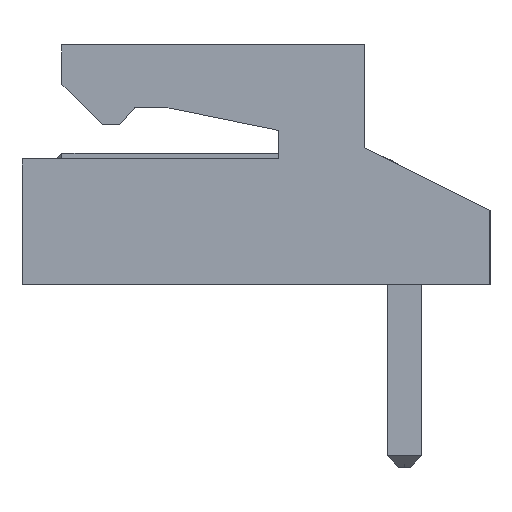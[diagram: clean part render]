
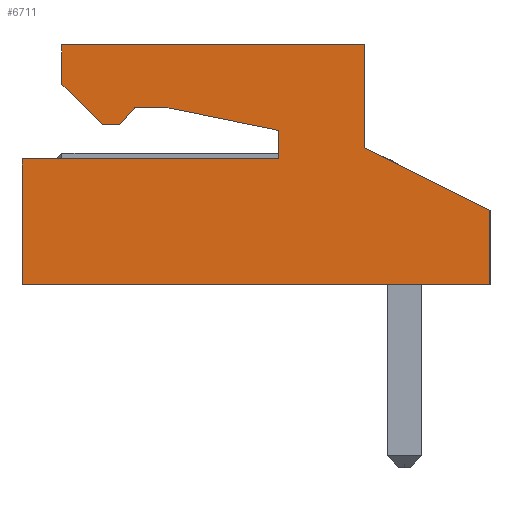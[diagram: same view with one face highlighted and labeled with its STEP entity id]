
A CAD part, left-side view. The second image highlights one B-rep face of the part: STEP entity #6711.
In plain terms, the highlighted face is planar.
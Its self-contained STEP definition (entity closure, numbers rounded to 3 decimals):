
#108 = VERTEX_POINT ( 'NONE', #6649 ) ;
#195 = LINE ( 'NONE', #8466, #13355 ) ;
#362 = LINE ( 'NONE', #11402, #12752 ) ;
#444 = VECTOR ( 'NONE', #1356, 1000. ) ;
#515 = CARTESIAN_POINT ( 'NONE',  ( 2.5, 4.2, 6. ) ) ;
#530 = CARTESIAN_POINT ( 'NONE',  ( 2.5, 1.3, -1.5 ) ) ;
#856 = DIRECTION ( 'NONE',  ( 0., 0., -1. ) ) ;
#1163 = EDGE_CURVE ( 'NONE', #13438, #9243, #12615, .T. ) ;
#1196 = CARTESIAN_POINT ( 'NONE',  ( 2.5, 2.2, 6.7 ) ) ;
#1356 = DIRECTION ( 'NONE',  ( 0., -0.447, -0.894 ) ) ;
#1368 = DIRECTION ( 'NONE',  ( 0., 1., 0. ) ) ;
#1399 = CARTESIAN_POINT ( 'NONE',  ( 2.5, 4.2, 6. ) ) ;
#1411 = VECTOR ( 'NONE', #1368, 1000. ) ;
#1438 = ORIENTED_EDGE ( 'NONE', *, *, #4454, .F. ) ;
#1501 = ORIENTED_EDGE ( 'NONE', *, *, #7088, .F. ) ;
#1652 = CARTESIAN_POINT ( 'NONE',  ( 2.5, 3.5, 6. ) ) ;
#1788 = ORIENTED_EDGE ( 'NONE', *, *, #6115, .F. ) ;
#1904 = EDGE_CURVE ( 'NONE', #11899, #4307, #10480, .T. ) ;
#1932 = VERTEX_POINT ( 'NONE', #5775 ) ;
#2586 = VECTOR ( 'NONE', #5292, 1000. ) ;
#2880 = CARTESIAN_POINT ( 'NONE',  ( 2.5, 3.1, 4.721 ) ) ;
#3293 = VECTOR ( 'NONE', #11972, 1000. ) ;
#3563 = EDGE_CURVE ( 'NONE', #15409, #1932, #8952, .T. ) ;
#3715 = LINE ( 'NONE', #1196, #7524 ) ;
#3815 = DIRECTION ( 'NONE',  ( 0., -1., 0. ) ) ;
#3982 = EDGE_CURVE ( 'NONE', #12736, #15484, #13125, .T. ) ;
#4056 = VECTOR ( 'NONE', #11874, 1000. ) ;
#4068 = LINE ( 'NONE', #8742, #9442 ) ;
#4127 = DIRECTION ( 'NONE',  ( 0., -0.75, 0.661 ) ) ;
#4307 = VERTEX_POINT ( 'NONE', #7699 ) ;
#4362 = CARTESIAN_POINT ( 'NONE',  ( 2.5, 2.8, 4.986 ) ) ;
#4434 = LINE ( 'NONE', #9180, #12619 ) ;
#4454 = EDGE_CURVE ( 'NONE', #13808, #15484, #7079, .T. ) ;
#4658 = VERTEX_POINT ( 'NONE', #15309 ) ;
#4657 = CARTESIAN_POINT ( 'NONE',  ( 2.5, 4.2, 0.7 ) ) ;
#5292 = DIRECTION ( 'NONE',  ( 0., 1., 0. ) ) ;
#5433 = DIRECTION ( 'NONE',  ( 0., 1., 0. ) ) ;
#5775 = CARTESIAN_POINT ( 'NONE',  ( 2.5, 2.8, 4.986 ) ) ;
#5865 = VECTOR ( 'NONE', #4127, 1000. ) ;
#5941 = VECTOR ( 'NONE', #6948, 1000. ) ;
#6081 = CARTESIAN_POINT ( 'NONE',  ( 2.5, 3.1, 4.16 ) ) ;
#6092 = VECTOR ( 'NONE', #856, 1000. ) ;
#6115 = EDGE_CURVE ( 'NONE', #6335, #15409, #9765, .T. ) ;
#6235 = LINE ( 'NONE', #11834, #5941 ) ;
#6335 = VERTEX_POINT ( 'NONE', #6081 ) ;
#6345 = DIRECTION ( 'NONE',  ( 0., 0.7, 0.714 ) ) ;
#6649 = CARTESIAN_POINT ( 'NONE',  ( 2.5, 2.2, 6.7 ) ) ;
#6711 = ADVANCED_FACE ( 'NONE', ( #13475 ), #7178, .F. ) ;
#6930 = ORIENTED_EDGE ( 'NONE', *, *, #14759, .F. ) ;
#6948 = DIRECTION ( 'NONE',  ( 0., 1., 0. ) ) ;
#6985 = ORIENTED_EDGE ( 'NONE', *, *, #1163, .F. ) ;
#7079 = LINE ( 'NONE', #14309, #4056 ) ;
#7088 = EDGE_CURVE ( 'NONE', #9243, #13808, #12433, .T. ) ;
#7178 = PLANE ( 'NONE',  #11852 ) ;
#7364 = EDGE_CURVE ( 'NONE', #11622, #4307, #195, .T. ) ;
#7524 = VECTOR ( 'NONE', #9555, 1000. ) ;
#7699 = CARTESIAN_POINT ( 'NONE',  ( 2.5, 0., -1.5 ) ) ;
#7800 = DIRECTION ( 'NONE',  ( 0., 0., 1. ) ) ;
#8098 = DIRECTION ( 'NONE',  ( 0., 0.2, 0.98 ) ) ;
#8193 = CARTESIAN_POINT ( 'NONE',  ( 2.5, 0., 6.7 ) ) ;
#8239 = EDGE_CURVE ( 'NONE', #4658, #6335, #4434, .T. ) ;
#8305 = CARTESIAN_POINT ( 'NONE',  ( 2.5, 0., 0.7 ) ) ;
#8368 = LINE ( 'NONE', #13191, #444 ) ;
#8466 = CARTESIAN_POINT ( 'NONE',  ( 2.5, 1.3, -1.5 ) ) ;
#8742 = CARTESIAN_POINT ( 'NONE',  ( 2.5, 2.8, 5.286 ) ) ;
#8952 = LINE ( 'NONE', #4362, #5865 ) ;
#9086 = ORIENTED_EDGE ( 'NONE', *, *, #7364, .F. ) ;
#9138 = CARTESIAN_POINT ( 'NONE',  ( 2.5, 2.2, 2.2 ) ) ;
#9180 = CARTESIAN_POINT ( 'NONE',  ( 2.5, 2.7, 2.2 ) ) ;
#9241 = CARTESIAN_POINT ( 'NONE',  ( 2.5, 0., 6.7 ) ) ;
#9243 = VERTEX_POINT ( 'NONE', #11924 ) ;
#9252 = EDGE_CURVE ( 'NONE', #108, #13658, #3715, .T. ) ;
#9442 = VECTOR ( 'NONE', #7800, 1000. ) ;
#9524 = CARTESIAN_POINT ( 'NONE',  ( 2.5, 2.4, 0.7 ) ) ;
#9549 = ORIENTED_EDGE ( 'NONE', *, *, #15095, .F. ) ;
#9555 = DIRECTION ( 'NONE',  ( 0., 0., -1. ) ) ;
#9687 = DIRECTION ( 'NONE',  ( -1., 0., 0. ) ) ;
#9765 = LINE ( 'NONE', #10875, #3293 ) ;
#10054 = ORIENTED_EDGE ( 'NONE', *, *, #3563, .F. ) ;
#10480 = LINE ( 'NONE', #8193, #6092 ) ;
#10509 = ORIENTED_EDGE ( 'NONE', *, *, #13792, .F. ) ;
#10794 = CARTESIAN_POINT ( 'NONE',  ( 2.5, 0., 6.7 ) ) ;
#10858 = EDGE_LOOP ( 'NONE', ( #1438, #1501, #6985, #9549, #10054, #1788, #15181, #10509, #10983, #6930, #13140, #9086, #12154, #11301 ) ) ;
#10875 = CARTESIAN_POINT ( 'NONE',  ( 2.5, 3.1, 4.721 ) ) ;
#10983 = ORIENTED_EDGE ( 'NONE', *, *, #9252, .F. ) ;
#11026 = DIRECTION ( 'NONE',  ( 0., -1., 0. ) ) ;
#11301 = ORIENTED_EDGE ( 'NONE', *, *, #3982, .T. ) ;
#11402 = CARTESIAN_POINT ( 'NONE',  ( 2.5, 0., 6.7 ) ) ;
#11622 = VERTEX_POINT ( 'NONE', #530 ) ;
#11834 = CARTESIAN_POINT ( 'NONE',  ( 2.5, 2.2, 2.2 ) ) ;
#11852 = AXIS2_PLACEMENT_3D ( 'NONE', #10794, #9687, #11026 ) ;
#11874 = DIRECTION ( 'NONE',  ( 0., 0., -1. ) ) ;
#11899 = VERTEX_POINT ( 'NONE', #9241 ) ;
#11924 = CARTESIAN_POINT ( 'NONE',  ( 2.5, 3.5, 6. ) ) ;
#11972 = DIRECTION ( 'NONE',  ( 0., 0., 1. ) ) ;
#12154 = ORIENTED_EDGE ( 'NONE', *, *, #13556, .F. ) ;
#12433 = LINE ( 'NONE', #515, #2586 ) ;
#12615 = LINE ( 'NONE', #1652, #15037 ) ;
#12619 = VECTOR ( 'NONE', #8098, 1000. ) ;
#12736 = VERTEX_POINT ( 'NONE', #9524 ) ;
#12752 = VECTOR ( 'NONE', #5433, 1000. ) ;
#12796 = CARTESIAN_POINT ( 'NONE',  ( 2.5, 2.8, 5.286 ) ) ;
#13125 = LINE ( 'NONE', #8305, #1411 ) ;
#13140 = ORIENTED_EDGE ( 'NONE', *, *, #1904, .T. ) ;
#13191 = CARTESIAN_POINT ( 'NONE',  ( 2.5, 2.4, 0.7 ) ) ;
#13355 = VECTOR ( 'NONE', #3815, 1000. ) ;
#13438 = VERTEX_POINT ( 'NONE', #12796 ) ;
#13475 = FACE_OUTER_BOUND ( 'NONE', #10858, .T. ) ;
#13556 = EDGE_CURVE ( 'NONE', #12736, #11622, #8368, .T. ) ;
#13658 = VERTEX_POINT ( 'NONE', #9138 ) ;
#13792 = EDGE_CURVE ( 'NONE', #13658, #4658, #6235, .T. ) ;
#13808 = VERTEX_POINT ( 'NONE', #1399 ) ;
#14309 = CARTESIAN_POINT ( 'NONE',  ( 2.5, 4.2, 6.7 ) ) ;
#14759 = EDGE_CURVE ( 'NONE', #11899, #108, #362, .T. ) ;
#15037 = VECTOR ( 'NONE', #6345, 1000. ) ;
#15095 = EDGE_CURVE ( 'NONE', #1932, #13438, #4068, .T. ) ;
#15181 = ORIENTED_EDGE ( 'NONE', *, *, #8239, .F. ) ;
#15309 = CARTESIAN_POINT ( 'NONE',  ( 2.5, 2.7, 2.2 ) ) ;
#15409 = VERTEX_POINT ( 'NONE', #2880 ) ;
#15484 = VERTEX_POINT ( 'NONE', #4657 ) ;
